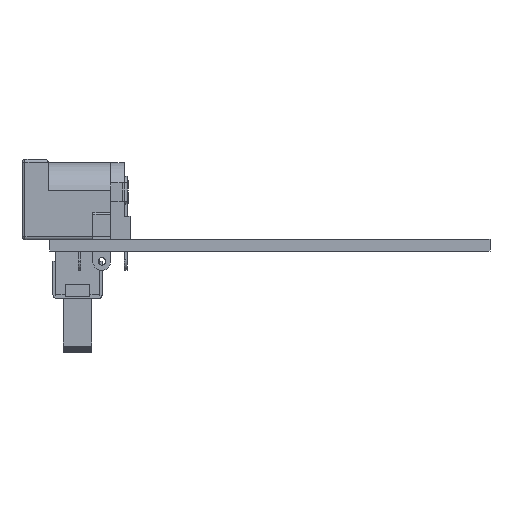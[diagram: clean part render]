
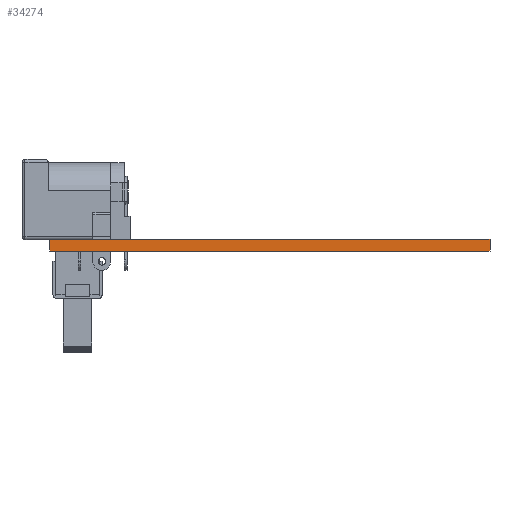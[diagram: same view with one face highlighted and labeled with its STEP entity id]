
A CAD part, front view. The second image highlights one B-rep face of the part: STEP entity #34274.
In plain terms, the highlighted planar face has unit normal (0, -1, 0).
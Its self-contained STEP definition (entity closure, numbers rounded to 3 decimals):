
#24748 = PLANE('',#24749);
#24749 = AXIS2_PLACEMENT_3D('',#24750,#24751,#24752);
#24750 = CARTESIAN_POINT('',(45.,-138.,0.));
#24751 = DIRECTION('',(-1.,0.,0.));
#24752 = DIRECTION('',(0.,1.,0.));
#24776 = PLANE('',#24777);
#24777 = AXIS2_PLACEMENT_3D('',#24778,#24779,#24780);
#24778 = CARTESIAN_POINT('',(74.5,-87.,1.6));
#24779 = DIRECTION('',(-0.,-0.,-1.));
#24780 = DIRECTION('',(-1.,0.,0.));
#24804 = PLANE('',#24805);
#24805 = AXIS2_PLACEMENT_3D('',#24806,#24807,#24808);
#24806 = CARTESIAN_POINT('',(104.,-36.,0.));
#24807 = DIRECTION('',(1.,0.,-0.));
#24808 = DIRECTION('',(0.,-1.,0.));
#24830 = PLANE('',#24831);
#24831 = AXIS2_PLACEMENT_3D('',#24832,#24833,#24834);
#24832 = CARTESIAN_POINT('',(74.5,-87.,0.));
#24833 = DIRECTION('',(-0.,-0.,-1.));
#24834 = DIRECTION('',(-1.,0.,0.));
#24845 = EDGE_CURVE('',#24846,#24848,#24850,.T.);
#24846 = VERTEX_POINT('',#24847);
#24847 = CARTESIAN_POINT('',(45.,-138.,0.));
#24848 = VERTEX_POINT('',#24849);
#24849 = CARTESIAN_POINT('',(45.,-138.,1.6));
#24850 = SURFACE_CURVE('',#24851,(#24855,#24862),.PCURVE_S1.);
#24851 = LINE('',#24852,#24853);
#24852 = CARTESIAN_POINT('',(45.,-138.,0.));
#24853 = VECTOR('',#24854,1.);
#24854 = DIRECTION('',(0.,0.,1.));
#24855 = PCURVE('',#24748,#24856);
#24856 = DEFINITIONAL_REPRESENTATION('',(#24857),#24861);
#24857 = LINE('',#24858,#24859);
#24858 = CARTESIAN_POINT('',(0.,0.));
#24859 = VECTOR('',#24860,1.);
#24860 = DIRECTION('',(0.,-1.));
#24861 = ( GEOMETRIC_REPRESENTATION_CONTEXT(2) 
PARAMETRIC_REPRESENTATION_CONTEXT() REPRESENTATION_CONTEXT('2D SPACE',''
  ) );
#24862 = PCURVE('',#24863,#24868);
#24863 = PLANE('',#24864);
#24864 = AXIS2_PLACEMENT_3D('',#24865,#24866,#24867);
#24865 = CARTESIAN_POINT('',(104.,-138.,0.));
#24866 = DIRECTION('',(0.,-1.,0.));
#24867 = DIRECTION('',(-1.,0.,0.));
#24868 = DEFINITIONAL_REPRESENTATION('',(#24869),#24873);
#24869 = LINE('',#24870,#24871);
#24870 = CARTESIAN_POINT('',(59.,0.));
#24871 = VECTOR('',#24872,1.);
#24872 = DIRECTION('',(0.,-1.));
#24873 = ( GEOMETRIC_REPRESENTATION_CONTEXT(2) 
PARAMETRIC_REPRESENTATION_CONTEXT() REPRESENTATION_CONTEXT('2D SPACE',''
  ) );
#24923 = VERTEX_POINT('',#24924);
#24924 = CARTESIAN_POINT('',(104.,-138.,1.6));
#24945 = EDGE_CURVE('',#24946,#24923,#24948,.T.);
#24946 = VERTEX_POINT('',#24947);
#24947 = CARTESIAN_POINT('',(104.,-138.,0.));
#24948 = SURFACE_CURVE('',#24949,(#24953,#24960),.PCURVE_S1.);
#24949 = LINE('',#24950,#24951);
#24950 = CARTESIAN_POINT('',(104.,-138.,0.));
#24951 = VECTOR('',#24952,1.);
#24952 = DIRECTION('',(0.,0.,1.));
#24953 = PCURVE('',#24804,#24954);
#24954 = DEFINITIONAL_REPRESENTATION('',(#24955),#24959);
#24955 = LINE('',#24956,#24957);
#24956 = CARTESIAN_POINT('',(102.,0.));
#24957 = VECTOR('',#24958,1.);
#24958 = DIRECTION('',(0.,-1.));
#24959 = ( GEOMETRIC_REPRESENTATION_CONTEXT(2) 
PARAMETRIC_REPRESENTATION_CONTEXT() REPRESENTATION_CONTEXT('2D SPACE',''
  ) );
#24960 = PCURVE('',#24863,#24961);
#24961 = DEFINITIONAL_REPRESENTATION('',(#24962),#24966);
#24962 = LINE('',#24963,#24964);
#24963 = CARTESIAN_POINT('',(0.,-0.));
#24964 = VECTOR('',#24965,1.);
#24965 = DIRECTION('',(0.,-1.));
#24966 = ( GEOMETRIC_REPRESENTATION_CONTEXT(2) 
PARAMETRIC_REPRESENTATION_CONTEXT() REPRESENTATION_CONTEXT('2D SPACE',''
  ) );
#24994 = EDGE_CURVE('',#24946,#24846,#24995,.T.);
#24995 = SURFACE_CURVE('',#24996,(#25000,#25007),.PCURVE_S1.);
#24996 = LINE('',#24997,#24998);
#24997 = CARTESIAN_POINT('',(104.,-138.,0.));
#24998 = VECTOR('',#24999,1.);
#24999 = DIRECTION('',(-1.,0.,0.));
#25000 = PCURVE('',#24830,#25001);
#25001 = DEFINITIONAL_REPRESENTATION('',(#25002),#25006);
#25002 = LINE('',#25003,#25004);
#25003 = CARTESIAN_POINT('',(-29.5,-51.));
#25004 = VECTOR('',#25005,1.);
#25005 = DIRECTION('',(1.,0.));
#25006 = ( GEOMETRIC_REPRESENTATION_CONTEXT(2) 
PARAMETRIC_REPRESENTATION_CONTEXT() REPRESENTATION_CONTEXT('2D SPACE',''
  ) );
#25007 = PCURVE('',#24863,#25008);
#25008 = DEFINITIONAL_REPRESENTATION('',(#25009),#25013);
#25009 = LINE('',#25010,#25011);
#25010 = CARTESIAN_POINT('',(0.,-0.));
#25011 = VECTOR('',#25012,1.);
#25012 = DIRECTION('',(1.,0.));
#25013 = ( GEOMETRIC_REPRESENTATION_CONTEXT(2) 
PARAMETRIC_REPRESENTATION_CONTEXT() REPRESENTATION_CONTEXT('2D SPACE',''
  ) );
#29997 = EDGE_CURVE('',#24923,#24848,#29998,.T.);
#29998 = SURFACE_CURVE('',#29999,(#30003,#30010),.PCURVE_S1.);
#29999 = LINE('',#30000,#30001);
#30000 = CARTESIAN_POINT('',(104.,-138.,1.6));
#30001 = VECTOR('',#30002,1.);
#30002 = DIRECTION('',(-1.,0.,0.));
#30003 = PCURVE('',#24776,#30004);
#30004 = DEFINITIONAL_REPRESENTATION('',(#30005),#30009);
#30005 = LINE('',#30006,#30007);
#30006 = CARTESIAN_POINT('',(-29.5,-51.));
#30007 = VECTOR('',#30008,1.);
#30008 = DIRECTION('',(1.,0.));
#30009 = ( GEOMETRIC_REPRESENTATION_CONTEXT(2) 
PARAMETRIC_REPRESENTATION_CONTEXT() REPRESENTATION_CONTEXT('2D SPACE',''
  ) );
#30010 = PCURVE('',#24863,#30011);
#30011 = DEFINITIONAL_REPRESENTATION('',(#30012),#30016);
#30012 = LINE('',#30013,#30014);
#30013 = CARTESIAN_POINT('',(0.,-1.6));
#30014 = VECTOR('',#30015,1.);
#30015 = DIRECTION('',(1.,0.));
#30016 = ( GEOMETRIC_REPRESENTATION_CONTEXT(2) 
PARAMETRIC_REPRESENTATION_CONTEXT() REPRESENTATION_CONTEXT('2D SPACE',''
  ) );
#34274 = ADVANCED_FACE('',(#34275),#24863,.T.);
#34275 = FACE_BOUND('',#34276,.T.);
#34276 = EDGE_LOOP('',(#34277,#34278,#34279,#34280));
#34277 = ORIENTED_EDGE('',*,*,#24945,.T.);
#34278 = ORIENTED_EDGE('',*,*,#29997,.T.);
#34279 = ORIENTED_EDGE('',*,*,#24845,.F.);
#34280 = ORIENTED_EDGE('',*,*,#24994,.F.);
